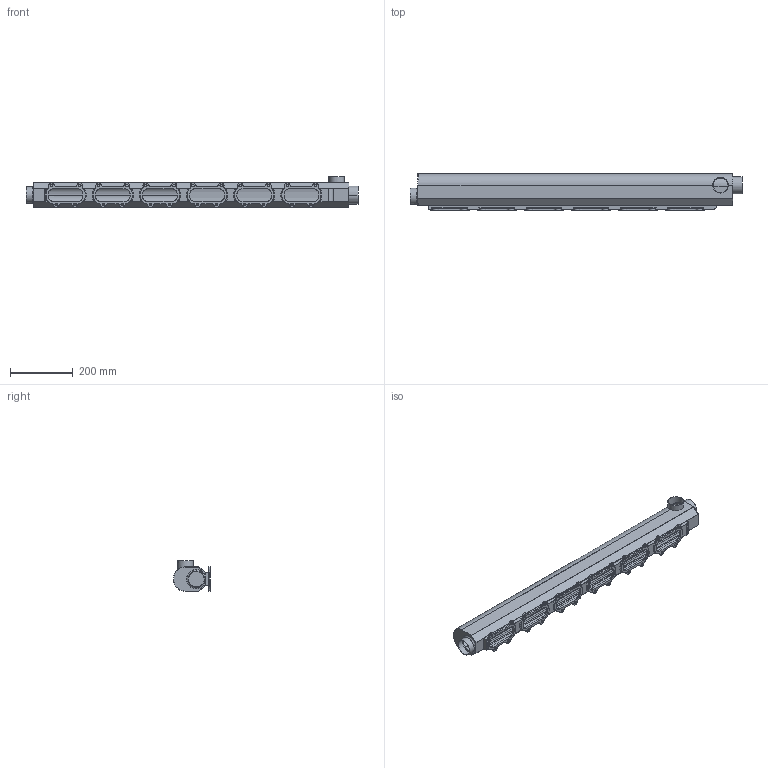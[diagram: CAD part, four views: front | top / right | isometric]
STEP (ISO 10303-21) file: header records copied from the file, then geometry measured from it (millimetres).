
FILE_DESCRIPTION(('STEP AP203'), '1');
FILE_NAME('Êîëëåêòîð', '', ('UNSPECIFIED'), ('UNSPECIFIED'), 'C3D Converter', 'C3D Toolkit', '');
FILE_SCHEMA(('CONFIG_CONTROL_DESIGN'));
Length unit declared in the file: millimetre
Bounding box: 1056 x 117.62 x 98 mm (x, y, z)
Volume: 640877.2 mm3; surface area: 1161348.8 mm2
Topology: 2 solids, 2 shells, 385 faces, 1120 edges, 736 vertices
Faces by surface type: cylinder 225, plane 116, bspline 40, torus 4
Full cylindrical faces by diameter (mm): 8 x24, 47.459 x1, 49.459 x1, 50 x1, 52 x1
Entity records: 21920 total; most frequent: CARTESIAN_POINT 9026, ORIENTED_EDGE 2158, DIRECTION 1877, EDGE_CURVE 1079, VERTEX_POINT 721, AXIS2_PLACEMENT_3D 691, LINE 495, VECTOR 495
